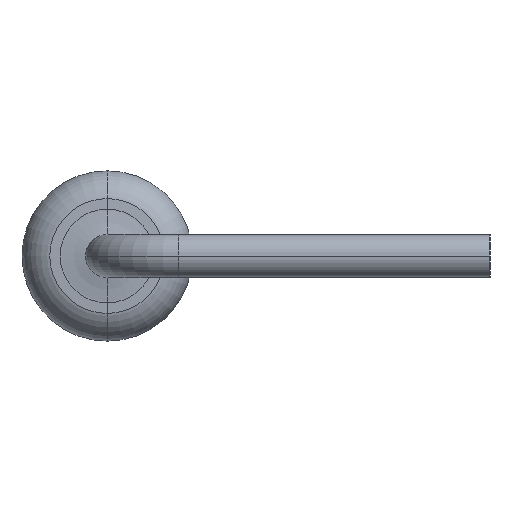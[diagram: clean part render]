
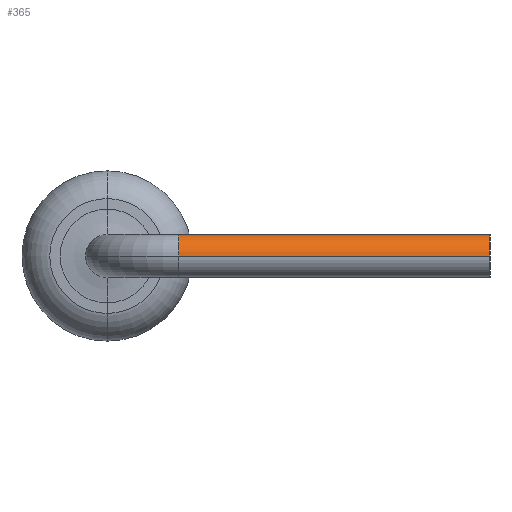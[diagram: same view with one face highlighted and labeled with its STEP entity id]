
A CAD part, left-side view. The second image highlights one B-rep face of the part: STEP entity #365.
In plain terms, the highlighted cylindrical face has radius 0.225 mm (diameter 0.45 mm), a partial arc.
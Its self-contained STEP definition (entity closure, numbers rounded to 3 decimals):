
#6 = CARTESIAN_POINT ( 'NONE',  ( -5.305, -0.75, 0. ) ) ;
#148 = LINE ( 'NONE', #732, #364 ) ;
#195 = DIRECTION ( 'NONE',  ( 1., 0., 0. ) ) ;
#264 = CARTESIAN_POINT ( 'NONE',  ( -5.08, -4., 0. ) ) ;
#265 = EDGE_CURVE ( 'NONE', #792, #1655, #867, .T. ) ;
#350 = CARTESIAN_POINT ( 'NONE',  ( -4.855, -0.75, 0. ) ) ;
#364 = VECTOR ( 'NONE', #1307, 1000. ) ;
#365 = ADVANCED_FACE ( 'NONE', ( #895 ), #1456, .T. ) ;
#454 = ORIENTED_EDGE ( 'NONE', *, *, #1541, .F. ) ;
#598 = VERTEX_POINT ( 'NONE', #1830 ) ;
#653 = CARTESIAN_POINT ( 'NONE',  ( -5.08, -0.75, 0. ) ) ;
#679 = EDGE_CURVE ( 'NONE', #834, #598, #148, .T. ) ;
#691 = AXIS2_PLACEMENT_3D ( 'NONE', #264, #1415, #1283 ) ;
#708 = AXIS2_PLACEMENT_3D ( 'NONE', #1360, #1047, #1591 ) ;
#732 = CARTESIAN_POINT ( 'NONE',  ( -4.855, -0.75, 0. ) ) ;
#792 = VERTEX_POINT ( 'NONE', #1648 ) ;
#820 = EDGE_CURVE ( 'NONE', #834, #792, #1157, .T. ) ;
#834 = VERTEX_POINT ( 'NONE', #350 ) ;
#867 = LINE ( 'NONE', #6, #1243 ) ;
#868 = CIRCLE ( 'NONE', #691, 0.225 ) ;
#895 = FACE_OUTER_BOUND ( 'NONE', #1344, .T. ) ;
#922 = DIRECTION ( 'NONE',  ( 0., -1., 0. ) ) ;
#995 = ORIENTED_EDGE ( 'NONE', *, *, #679, .F. ) ;
#1047 = DIRECTION ( 'NONE',  ( 0., -1., 0. ) ) ;
#1156 = DIRECTION ( 'NONE',  ( 0., -1., 0. ) ) ;
#1157 = CIRCLE ( 'NONE', #1192, 0.225 ) ;
#1192 = AXIS2_PLACEMENT_3D ( 'NONE', #653, #922, #195 ) ;
#1243 = VECTOR ( 'NONE', #1156, 1000. ) ;
#1283 = DIRECTION ( 'NONE',  ( 1., 0., 0. ) ) ;
#1307 = DIRECTION ( 'NONE',  ( 0., -1., 0. ) ) ;
#1344 = EDGE_LOOP ( 'NONE', ( #1585, #1816, #454, #995 ) ) ;
#1360 = CARTESIAN_POINT ( 'NONE',  ( -5.08, -0.75, 0. ) ) ;
#1415 = DIRECTION ( 'NONE',  ( 0., -1., 0. ) ) ;
#1456 = CYLINDRICAL_SURFACE ( 'NONE', #708, 0.225 ) ;
#1541 = EDGE_CURVE ( 'NONE', #598, #1655, #868, .T. ) ;
#1585 = ORIENTED_EDGE ( 'NONE', *, *, #820, .T. ) ;
#1591 = DIRECTION ( 'NONE',  ( 1., 0., 0. ) ) ;
#1648 = CARTESIAN_POINT ( 'NONE',  ( -5.305, -0.75, 0. ) ) ;
#1655 = VERTEX_POINT ( 'NONE', #1788 ) ;
#1788 = CARTESIAN_POINT ( 'NONE',  ( -5.305, -4., 0. ) ) ;
#1816 = ORIENTED_EDGE ( 'NONE', *, *, #265, .T. ) ;
#1830 = CARTESIAN_POINT ( 'NONE',  ( -4.855, -4., 0. ) ) ;
